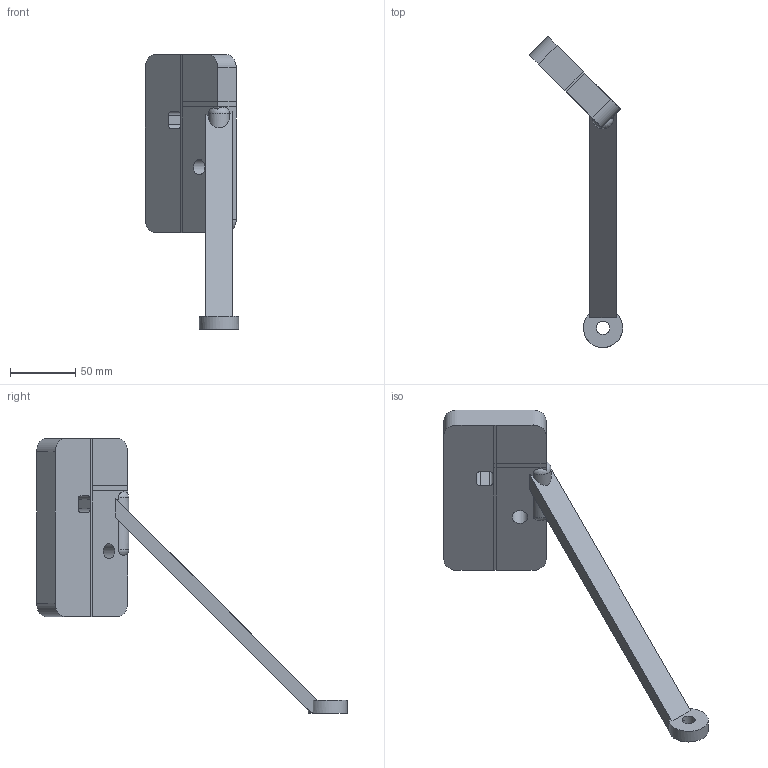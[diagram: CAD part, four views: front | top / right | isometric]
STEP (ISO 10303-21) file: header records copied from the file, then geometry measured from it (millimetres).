
FILE_DESCRIPTION(('FreeCAD Model'),'2;1');
FILE_NAME('Open CASCADE Shape Model','2023-02-18T18:38:25',('Author'),( ''),'Open CASCADE STEP processor 7.4','FreeCAD','Unknown');
FILE_SCHEMA(('AUTOMOTIVE_DESIGN { 1 0 10303 214 1 1 1 1 }'));
Length unit declared in the file: millimetre
Products named in the file (1): Fusion005
Bounding box: 71.28 x 237.43 x 210 mm (x, y, z)
Volume: 254606.2 mm3; surface area: 44940.3 mm2
Topology: 1 solids, 1 shells, 61 faces, 152 edges, 94 vertices
Faces by surface type: plane 39, cylinder 18, revolution 4
Full cylindrical faces by diameter (mm): 10 x1, 12 x1
Entity records: 4701 total; most frequent: CARTESIAN_POINT 1683, DIRECTION 535, ORIENTED_EDGE 304, PCURVE 304, DEFINITIONAL_REPRESENTATION 304, LINE 301, VECTOR 301, EDGE_CURVE 152
